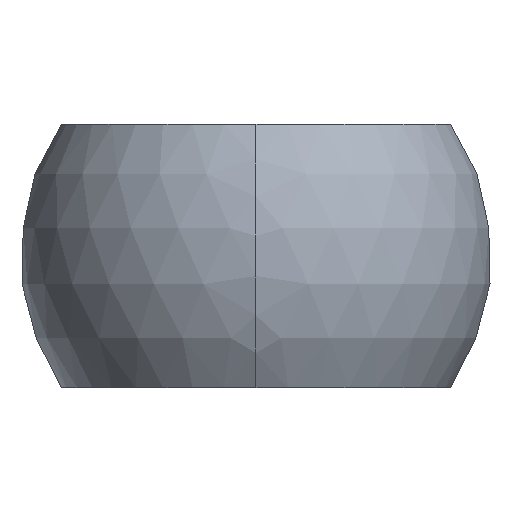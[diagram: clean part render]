
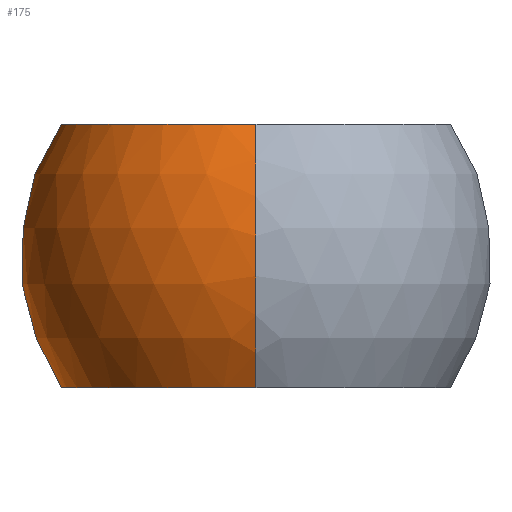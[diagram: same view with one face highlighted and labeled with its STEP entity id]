
A CAD part, left-side view. The second image highlights one B-rep face of the part: STEP entity #175.
In plain terms, the highlighted spherical face has radius 12.5 mm.
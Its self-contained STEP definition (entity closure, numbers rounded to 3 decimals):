
#109=VERTEX_POINT('',#296);
#117=EDGE_CURVE('',#245,#251,#307,.T.);
#145=EDGE_CURVE('',#251,#231,#340,.T.);
#151=EDGE_CURVE('',#231,#109,#346,.T.);
#175=ADVANCED_FACE('',(#371),#372,.T.);
#189=EDGE_CURVE('',#109,#245,#388,.T.);
#231=VERTEX_POINT('',#433);
#245=VERTEX_POINT('',#451);
#251=VERTEX_POINT('',#457);
#296=CARTESIAN_POINT('',(-10.356,0.,7.0));
#307=CIRCLE('',#507,10.356);
#340=CIRCLE('',#584,9.434);
#346=CIRCLE('',#594,10.356);
#371=FACE_OUTER_BOUND('',#625,.T.);
#372=SPHERICAL_SURFACE('',#626,12.5);
#388=CIRCLE('',#684,12.5);
#433=CARTESIAN_POINT('',(8.201,6.325,7.0));
#451=CARTESIAN_POINT('',(-10.356,0.,-7.0));
#457=CARTESIAN_POINT('',(8.201,6.325,-7.0));
#507=AXIS2_PLACEMENT_3D('',#910,#911,#912);
#584=AXIS2_PLACEMENT_3D('',#962,#963,#964);
#594=AXIS2_PLACEMENT_3D('',#969,#970,#971);
#625=EDGE_LOOP('',(#999,#1000,#1001,#1002));
#626=AXIS2_PLACEMENT_3D('',#1003,#1004,#1005);
#684=AXIS2_PLACEMENT_3D('',#1023,#1024,#1025);
#910=CARTESIAN_POINT('',(0.0,0.0,-7.0));
#911=DIRECTION('',(-0.0,-0.0,-1.0));
#912=DIRECTION('',(0.0,-1.0,0.0));
#962=CARTESIAN_POINT('',(8.201,0.0,0.0));
#963=DIRECTION('',(1.0,0.0,0.0));
#964=DIRECTION('',(0.0,1.0,0.0));
#969=CARTESIAN_POINT('',(0.0,0.0,7.0));
#970=DIRECTION('',(0.0,-0.0,1.0));
#971=DIRECTION('',(0.0,1.0,0.0));
#999=ORIENTED_EDGE('',*,*,#189,.F.);
#1000=ORIENTED_EDGE('',*,*,#151,.F.);
#1001=ORIENTED_EDGE('',*,*,#145,.F.);
#1002=ORIENTED_EDGE('',*,*,#117,.F.);
#1003=CARTESIAN_POINT('',(0.0,0.0,0.0));
#1004=DIRECTION('',(0.0,0.0,1.0));
#1005=DIRECTION('',(1.0,0.0,0.0));
#1023=CARTESIAN_POINT('',(0.0,0.0,0.0));
#1024=DIRECTION('',(0.,-1.0,0.0));
#1025=DIRECTION('',(0.0,0.0,1.0));
